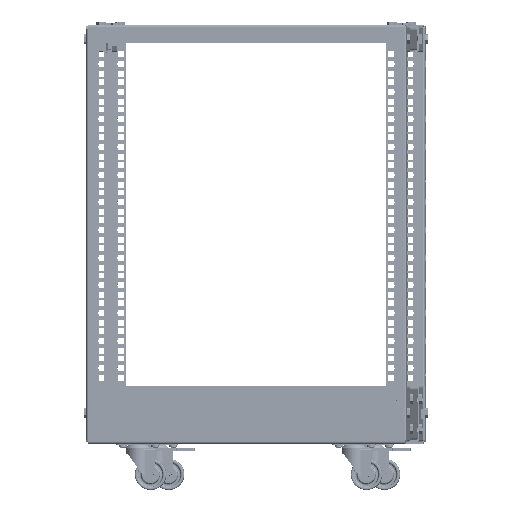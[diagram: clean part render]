
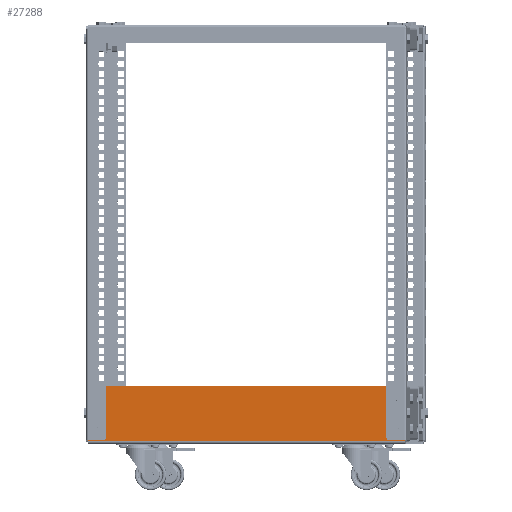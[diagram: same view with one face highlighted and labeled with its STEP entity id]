
A CAD part, left-side view. The second image highlights one B-rep face of the part: STEP entity #27288.
In plain terms, the highlighted face is planar.
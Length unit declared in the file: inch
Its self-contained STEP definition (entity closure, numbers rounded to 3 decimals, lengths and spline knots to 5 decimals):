
#3698 = CIRCLE ( 'NONE', #84154, 0.16732 ) ;
#5056 = AXIS2_PLACEMENT_3D ( 'NONE', #171018, #155505, #114773 ) ;
#6996 = VERTEX_POINT ( 'NONE', #55032 ) ;
#7167 = CARTESIAN_POINT ( 'NONE',  ( 0., 3.04134, -9.30118 ) ) ;
#7578 = DIRECTION ( 'NONE',  ( 1., 0., 0. ) ) ;
#7627 = EDGE_CURVE ( 'NONE', #54994, #13571, #3698, .T. ) ;
#8540 = CARTESIAN_POINT ( 'NONE',  ( 0., 0.75787, -9.4685 ) ) ;
#10637 = AXIS2_PLACEMENT_3D ( 'NONE', #174119, #173172, #37496 ) ;
#10978 = DIRECTION ( 'NONE',  ( 0., -1., 0. ) ) ;
#12001 = CARTESIAN_POINT ( 'NONE',  ( 0., 0.75787, 9.30118 ) ) ;
#12339 = DIRECTION ( 'NONE',  ( 0., 0., 1. ) ) ;
#12885 = CARTESIAN_POINT ( 'NONE',  ( 0., 3.52362, 10.03937 ) ) ;
#13571 = VERTEX_POINT ( 'NONE', #12001 ) ;
#13619 = EDGE_LOOP ( 'NONE', ( #147330, #46045 ) ) ;
#14156 = EDGE_CURVE ( 'NONE', #6996, #90294, #124756, .T. ) ;
#17085 = AXIS2_PLACEMENT_3D ( 'NONE', #8540, #171383, #83191 ) ;
#17321 = VERTEX_POINT ( 'NONE', #165376 ) ;
#17618 = ORIENTED_EDGE ( 'NONE', *, *, #50077, .T. ) ;
#17885 = CARTESIAN_POINT ( 'NONE',  ( 0., 3.52362, -10.03937 ) ) ;
#17971 = DIRECTION ( 'NONE',  ( 1., 0., 0. ) ) ;
#23097 = DIRECTION ( 'NONE',  ( 0., 0., -1. ) ) ;
#27288 = ADVANCED_FACE ( 'NONE', ( #33717, #65684, #168471, #183002, #182058 ), #77355, .T. ) ;
#28894 = DIRECTION ( 'NONE',  ( 0., 0., 1. ) ) ;
#29899 = EDGE_CURVE ( 'NONE', #181889, #182172, #154806, .T. ) ;
#30984 = AXIS2_PLACEMENT_3D ( 'NONE', #137454, #92911, #124851 ) ;
#33667 = DIRECTION ( 'NONE',  ( 0., 0., 1. ) ) ;
#33717 = FACE_BOUND ( 'NONE', #112779, .T. ) ;
#34708 = CARTESIAN_POINT ( 'NONE',  ( 0., 3.04134, -9.4685 ) ) ;
#37496 = DIRECTION ( 'NONE',  ( 0., 1., 0. ) ) ;
#38672 = CIRCLE ( 'NONE', #17085, 0.16732 ) ;
#41781 = CARTESIAN_POINT ( 'NONE',  ( 0., 0.15748, 10.03937 ) ) ;
#45355 = DIRECTION ( 'NONE',  ( 0., 0., 1. ) ) ;
#46045 = ORIENTED_EDGE ( 'NONE', *, *, #99529, .T. ) ;
#49088 = CIRCLE ( 'NONE', #182213, 0.16732 ) ;
#50077 = EDGE_CURVE ( 'NONE', #188530, #153835, #84654, .T. ) ;
#51529 = VERTEX_POINT ( 'NONE', #41781 ) ;
#54994 = VERTEX_POINT ( 'NONE', #185409 ) ;
#55023 = CIRCLE ( 'NONE', #5056, 0.16732 ) ;
#55032 = CARTESIAN_POINT ( 'NONE',  ( 0., 3.04134, 9.30118 ) ) ;
#56116 = CARTESIAN_POINT ( 'NONE',  ( 0., 3.04134, 9.4685 ) ) ;
#56216 = EDGE_LOOP ( 'NONE', ( #97514, #160900 ) ) ;
#56274 = VERTEX_POINT ( 'NONE', #7167 ) ;
#56716 = CIRCLE ( 'NONE', #140299, 0.16732 ) ;
#56964 = ORIENTED_EDGE ( 'NONE', *, *, #7627, .T. ) ;
#62958 = ORIENTED_EDGE ( 'NONE', *, *, #186873, .F. ) ;
#65684 = FACE_BOUND ( 'NONE', #13619, .T. ) ;
#65877 = VECTOR ( 'NONE', #10978, 39.37008 ) ;
#66252 = EDGE_CURVE ( 'NONE', #71567, #17321, #38672, .T. ) ;
#66328 = EDGE_CURVE ( 'NONE', #176024, #182172, #153266, .T. ) ;
#66713 = DIRECTION ( 'NONE',  ( 0., 0., -1. ) ) ;
#66919 = CARTESIAN_POINT ( 'NONE',  ( 0., 3.64173, -9.92126 ) ) ;
#71567 = VERTEX_POINT ( 'NONE', #102434 ) ;
#72010 = LINE ( 'NONE', #12885, #65877 ) ;
#74718 = VECTOR ( 'NONE', #33667, 39.37008 ) ;
#77355 = PLANE ( 'NONE',  #30984 ) ;
#83191 = DIRECTION ( 'NONE',  ( 0., 0., 1. ) ) ;
#83892 = ORIENTED_EDGE ( 'NONE', *, *, #29899, .F. ) ;
#84154 = AXIS2_PLACEMENT_3D ( 'NONE', #107059, #104172, #92530 ) ;
#84654 = LINE ( 'NONE', #102087, #140860 ) ;
#88108 = AXIS2_PLACEMENT_3D ( 'NONE', #34708, #183030, #180163 ) ;
#89589 = EDGE_CURVE ( 'NONE', #56274, #167608, #171689, .T. ) ;
#90294 = VERTEX_POINT ( 'NONE', #94406 ) ;
#90837 = DIRECTION ( 'NONE',  ( -1., 0., 0. ) ) ;
#92530 = DIRECTION ( 'NONE',  ( 0., 0., 1. ) ) ;
#92911 = DIRECTION ( 'NONE',  ( -1., 0., 0. ) ) ;
#94221 = ORIENTED_EDGE ( 'NONE', *, *, #162644, .T. ) ;
#94290 = CIRCLE ( 'NONE', #10637, 0.11811 ) ;
#94406 = CARTESIAN_POINT ( 'NONE',  ( 0., 3.04134, 9.63583 ) ) ;
#95871 = CARTESIAN_POINT ( 'NONE',  ( 0., 0.75787, 9.4685 ) ) ;
#97514 = ORIENTED_EDGE ( 'NONE', *, *, #110667, .T. ) ;
#99529 = EDGE_CURVE ( 'NONE', #90294, #6996, #49088, .T. ) ;
#101684 = LINE ( 'NONE', #190782, #183609 ) ;
#102087 = CARTESIAN_POINT ( 'NONE',  ( 0., 3.52362, -10.03937 ) ) ;
#102434 = CARTESIAN_POINT ( 'NONE',  ( 0., 0.75787, -9.30118 ) ) ;
#103039 = EDGE_LOOP ( 'NONE', ( #94221, #56964 ) ) ;
#104172 = DIRECTION ( 'NONE',  ( 1., 0., 0. ) ) ;
#105071 = ORIENTED_EDGE ( 'NONE', *, *, #155284, .T. ) ;
#105607 = ORIENTED_EDGE ( 'NONE', *, *, #66252, .T. ) ;
#106909 = CIRCLE ( 'NONE', #156398, 0.16732 ) ;
#107059 = CARTESIAN_POINT ( 'NONE',  ( 0., 0.75787, 9.4685 ) ) ;
#107168 = DIRECTION ( 'NONE',  ( 0., 0., -1. ) ) ;
#110044 = CARTESIAN_POINT ( 'NONE',  ( 0., 3.52362, 10.03937 ) ) ;
#110667 = EDGE_CURVE ( 'NONE', #167608, #56274, #106909, .T. ) ;
#112779 = EDGE_LOOP ( 'NONE', ( #105071, #105607 ) ) ;
#114773 = DIRECTION ( 'NONE',  ( 0., 0., -1. ) ) ;
#122870 = CARTESIAN_POINT ( 'NONE',  ( 0., 3.64173, -9.92126 ) ) ;
#124756 = CIRCLE ( 'NONE', #176991, 0.16732 ) ;
#124851 = DIRECTION ( 'NONE',  ( 0., 0., 1. ) ) ;
#129675 = CARTESIAN_POINT ( 'NONE',  ( 0., 3.04134, -9.4685 ) ) ;
#129818 = EDGE_CURVE ( 'NONE', #181889, #188530, #94290, .T. ) ;
#137454 = CARTESIAN_POINT ( 'NONE',  ( 0., 3.64173, -10.03937 ) ) ;
#140299 = AXIS2_PLACEMENT_3D ( 'NONE', #95871, #154003, #23097 ) ;
#140860 = VECTOR ( 'NONE', #162122, 39.37008 ) ;
#143987 = AXIS2_PLACEMENT_3D ( 'NONE', #164475, #90837, #12339 ) ;
#145280 = DIRECTION ( 'NONE',  ( 1., 0., 0. ) ) ;
#146351 = ORIENTED_EDGE ( 'NONE', *, *, #66328, .T. ) ;
#147330 = ORIENTED_EDGE ( 'NONE', *, *, #14156, .T. ) ;
#148009 = EDGE_CURVE ( 'NONE', #153835, #51529, #101684, .T. ) ;
#153210 = ORIENTED_EDGE ( 'NONE', *, *, #129818, .T. ) ;
#153266 = CIRCLE ( 'NONE', #143987, 0.11811 ) ;
#153835 = VERTEX_POINT ( 'NONE', #171945 ) ;
#154003 = DIRECTION ( 'NONE',  ( 1., 0., 0. ) ) ;
#154806 = LINE ( 'NONE', #122870, #74718 ) ;
#155284 = EDGE_CURVE ( 'NONE', #17321, #71567, #55023, .T. ) ;
#155505 = DIRECTION ( 'NONE',  ( 1., 0., 0. ) ) ;
#156398 = AXIS2_PLACEMENT_3D ( 'NONE', #129675, #7578, #66713 ) ;
#158725 = CARTESIAN_POINT ( 'NONE',  ( 0., 3.64173, 9.92126 ) ) ;
#159387 = ORIENTED_EDGE ( 'NONE', *, *, #148009, .T. ) ;
#160900 = ORIENTED_EDGE ( 'NONE', *, *, #89589, .T. ) ;
#162122 = DIRECTION ( 'NONE',  ( 0., -1., 0. ) ) ;
#162644 = EDGE_CURVE ( 'NONE', #13571, #54994, #56716, .T. ) ;
#162774 = EDGE_LOOP ( 'NONE', ( #17618, #159387, #62958, #146351, #83892, #153210 ) ) ;
#164475 = CARTESIAN_POINT ( 'NONE',  ( 0., 3.52362, 9.92126 ) ) ;
#165376 = CARTESIAN_POINT ( 'NONE',  ( 0., 0.75787, -9.63583 ) ) ;
#166275 = CARTESIAN_POINT ( 'NONE',  ( 0., 3.04134, 9.4685 ) ) ;
#167608 = VERTEX_POINT ( 'NONE', #180972 ) ;
#168471 = FACE_BOUND ( 'NONE', #103039, .T. ) ;
#171018 = CARTESIAN_POINT ( 'NONE',  ( 0., 0.75787, -9.4685 ) ) ;
#171383 = DIRECTION ( 'NONE',  ( 1., 0., 0. ) ) ;
#171689 = CIRCLE ( 'NONE', #88108, 0.16732 ) ;
#171945 = CARTESIAN_POINT ( 'NONE',  ( 0., 0.15748, -10.03937 ) ) ;
#173172 = DIRECTION ( 'NONE',  ( -1., 0., 0. ) ) ;
#174119 = CARTESIAN_POINT ( 'NONE',  ( 0., 3.52362, -9.92126 ) ) ;
#176024 = VERTEX_POINT ( 'NONE', #110044 ) ;
#176991 = AXIS2_PLACEMENT_3D ( 'NONE', #166275, #17971, #107168 ) ;
#180163 = DIRECTION ( 'NONE',  ( 0., 0., 1. ) ) ;
#180972 = CARTESIAN_POINT ( 'NONE',  ( 0., 3.04134, -9.63583 ) ) ;
#181889 = VERTEX_POINT ( 'NONE', #66919 ) ;
#182058 = FACE_OUTER_BOUND ( 'NONE', #162774, .T. ) ;
#182172 = VERTEX_POINT ( 'NONE', #158725 ) ;
#182213 = AXIS2_PLACEMENT_3D ( 'NONE', #56116, #145280, #28894 ) ;
#183002 = FACE_BOUND ( 'NONE', #56216, .T. ) ;
#183030 = DIRECTION ( 'NONE',  ( 1., 0., 0. ) ) ;
#183609 = VECTOR ( 'NONE', #45355, 39.37008 ) ;
#185409 = CARTESIAN_POINT ( 'NONE',  ( 0., 0.75787, 9.63583 ) ) ;
#186873 = EDGE_CURVE ( 'NONE', #176024, #51529, #72010, .T. ) ;
#188530 = VERTEX_POINT ( 'NONE', #17885 ) ;
#190782 = CARTESIAN_POINT ( 'NONE',  ( 0., 0.15748, -10.03937 ) ) ;
